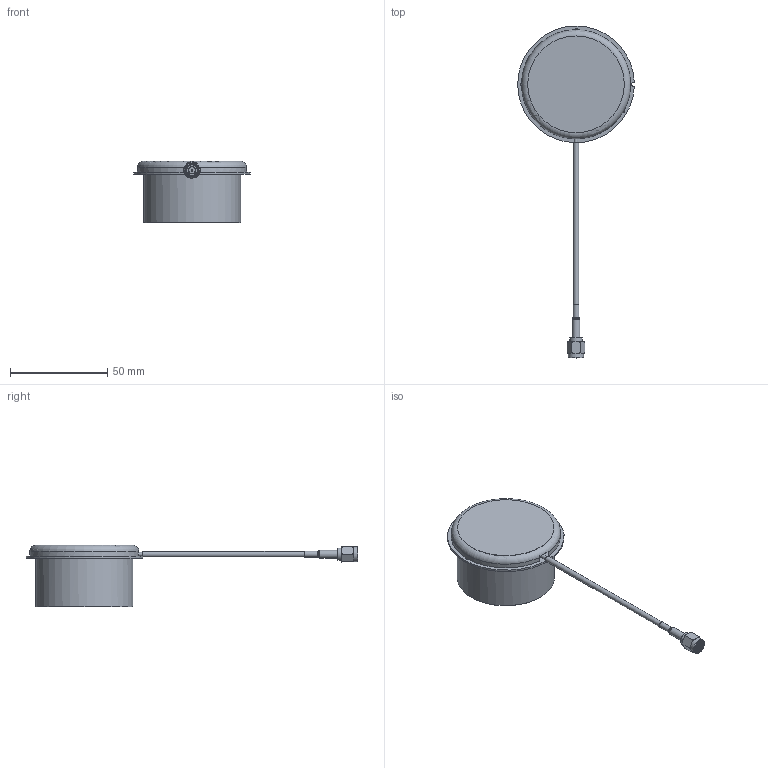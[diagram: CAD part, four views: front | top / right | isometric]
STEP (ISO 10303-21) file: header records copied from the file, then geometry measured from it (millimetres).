
FILE_DESCRIPTION (( 'STEP AP214' ), '1' );
FILE_NAME ('EAHP.125.01.0100D Quad Helix Antenna WEB.STEP', '2025-01-13T09:38:32', ( 'LocalAdmin' ), ( '' ), 'SwSTEP 2.0', 'SolidWorks 2022', '' );
FILE_SCHEMA (( 'AUTOMOTIVE_DESIGN' ));
Length unit declared in the file: millimetre
Products named in the file (1): EAHP.125.01.0100D  Quad Helix Antenna WEB
Bounding box: 59.98 x 170.7 x 31.52 mm (x, y, z)
Volume: 5963.1 mm3; surface area: 25807.3 mm2
Topology: 7 solids, 7 shells, 154 faces, 363 edges, 238 vertices
Faces by surface type: plane 76, cylinder 47, bspline 16, torus 8, cone 7
Full cylindrical faces by diameter (mm): 0.51 x1, 0.92 x1, 1.48 x1, 1.588 x3, 1.75 x1, 1.91 x1, 2 x1, 2.7 x1, 2.8 x1, 3 x5, 3.9 x1, 4 x1, 6.35 x1, 6.4 x1, 7.8 x1, 49.7 x1, 49.8 x1, 50 x1
Entity records: 8077 total; most frequent: CARTESIAN_POINT 3087, ORIENTED_EDGE 624, DIRECTION 609, EDGE_CURVE 312, AXIS2_PLACEMENT_3D 242, VERTEX_POINT 226, EDGE_LOOP 224, FACE_OUTER_BOUND 186
